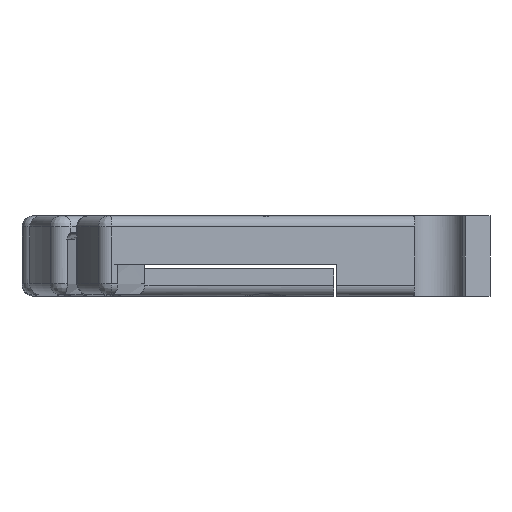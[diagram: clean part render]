
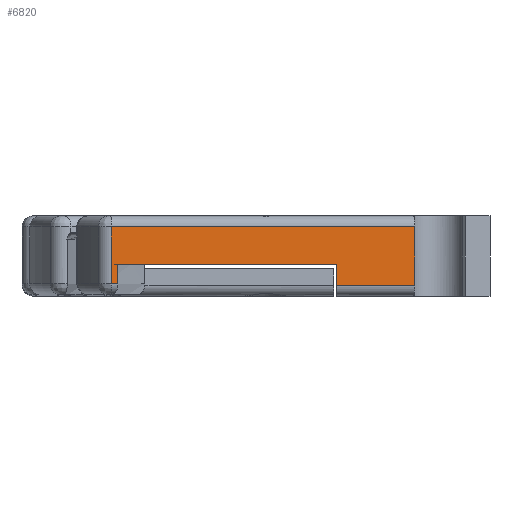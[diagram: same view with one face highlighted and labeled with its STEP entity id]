
A CAD part, left-side view. The second image highlights one B-rep face of the part: STEP entity #6820.
In plain terms, the highlighted planar face has unit normal (-0.997, -0.073, 0).
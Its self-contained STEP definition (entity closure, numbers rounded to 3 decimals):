
#321=PLANE('',#7507);
#612=FACE_OUTER_BOUND('',#1003,.T.);
#1003=EDGE_LOOP('',(#5746,#5747,#5748,#5749,#5750,#5751,#5752,#5753));
#1494=LINE('',#12001,#1996);
#1495=LINE('',#12004,#1997);
#1496=LINE('',#12006,#1998);
#1497=LINE('',#12008,#1999);
#1498=LINE('',#12010,#2000);
#1499=LINE('',#12012,#2001);
#1500=LINE('',#12014,#2002);
#1501=LINE('',#12015,#2003);
#1996=VECTOR('',#9215,10.);
#1997=VECTOR('',#9218,10.);
#1998=VECTOR('',#9219,10.);
#1999=VECTOR('',#9220,10.);
#2000=VECTOR('',#9221,10.);
#2001=VECTOR('',#9222,10.);
#2002=VECTOR('',#9223,10.);
#2003=VECTOR('',#9224,10.);
#3048=VERTEX_POINT('',#11994);
#3051=VERTEX_POINT('',#11999);
#3052=VERTEX_POINT('',#12003);
#3053=VERTEX_POINT('',#12005);
#3054=VERTEX_POINT('',#12007);
#3055=VERTEX_POINT('',#12009);
#3056=VERTEX_POINT('',#12011);
#3057=VERTEX_POINT('',#12013);
#3978=EDGE_CURVE('',#3051,#3048,#1494,.T.);
#3979=EDGE_CURVE('',#3051,#3052,#1495,.T.);
#3980=EDGE_CURVE('',#3052,#3053,#1496,.T.);
#3981=EDGE_CURVE('',#3053,#3054,#1497,.T.);
#3982=EDGE_CURVE('',#3055,#3054,#1498,.T.);
#3983=EDGE_CURVE('',#3056,#3055,#1499,.T.);
#3984=EDGE_CURVE('',#3056,#3057,#1500,.T.);
#3985=EDGE_CURVE('',#3057,#3048,#1501,.T.);
#5746=ORIENTED_EDGE('',*,*,#3978,.F.);
#5747=ORIENTED_EDGE('',*,*,#3979,.T.);
#5748=ORIENTED_EDGE('',*,*,#3980,.T.);
#5749=ORIENTED_EDGE('',*,*,#3981,.T.);
#5750=ORIENTED_EDGE('',*,*,#3982,.F.);
#5751=ORIENTED_EDGE('',*,*,#3983,.F.);
#5752=ORIENTED_EDGE('',*,*,#3984,.T.);
#5753=ORIENTED_EDGE('',*,*,#3985,.T.);
#6820=ADVANCED_FACE('',(#612),#321,.F.);
#7507=AXIS2_PLACEMENT_3D('',#12002,#9216,#9217);
#9215=DIRECTION('',(-0.073,0.997,0.));
#9216=DIRECTION('center_axis',(0.997,0.073,0.));
#9217=DIRECTION('ref_axis',(-0.073,0.997,0.));
#9218=DIRECTION('',(0.,0.,1.));
#9219=DIRECTION('',(-0.073,0.997,0.));
#9220=DIRECTION('',(0.,0.,-1.));
#9221=DIRECTION('',(-0.073,0.997,0.));
#9222=DIRECTION('',(0.,0.,-1.));
#9223=DIRECTION('',(0.073,-0.997,0.));
#9224=DIRECTION('',(0.,0.,-1.));
#11994=CARTESIAN_POINT('',(73.574,-21.322,-3.75));
#11999=CARTESIAN_POINT('',(73.997,-27.074,-3.75));
#12001=CARTESIAN_POINT('',(74.009,-27.249,-3.75));
#12002=CARTESIAN_POINT('Origin',(73.824,-24.722,0.));
#12003=CARTESIAN_POINT('',(73.997,-27.074,0.55));
#12004=CARTESIAN_POINT('',(73.997,-27.074,0.));
#12005=CARTESIAN_POINT('',(72.354,-4.733,0.55));
#12006=CARTESIAN_POINT('',(73.397,-18.919,0.55));
#12007=CARTESIAN_POINT('',(72.354,-4.733,-3.65));
#12008=CARTESIAN_POINT('',(72.354,-4.733,0.));
#12009=CARTESIAN_POINT('',(72.389,-5.206,-3.65));
#12010=CARTESIAN_POINT('',(73.397,-18.919,-3.65));
#12011=CARTESIAN_POINT('',(72.389,-5.206,-2.2));
#12012=CARTESIAN_POINT('',(72.389,-5.206,0.));
#12013=CARTESIAN_POINT('',(73.574,-21.322,-2.2));
#12014=CARTESIAN_POINT('',(73.397,-18.919,-2.2));
#12015=CARTESIAN_POINT('',(73.574,-21.322,0.));
